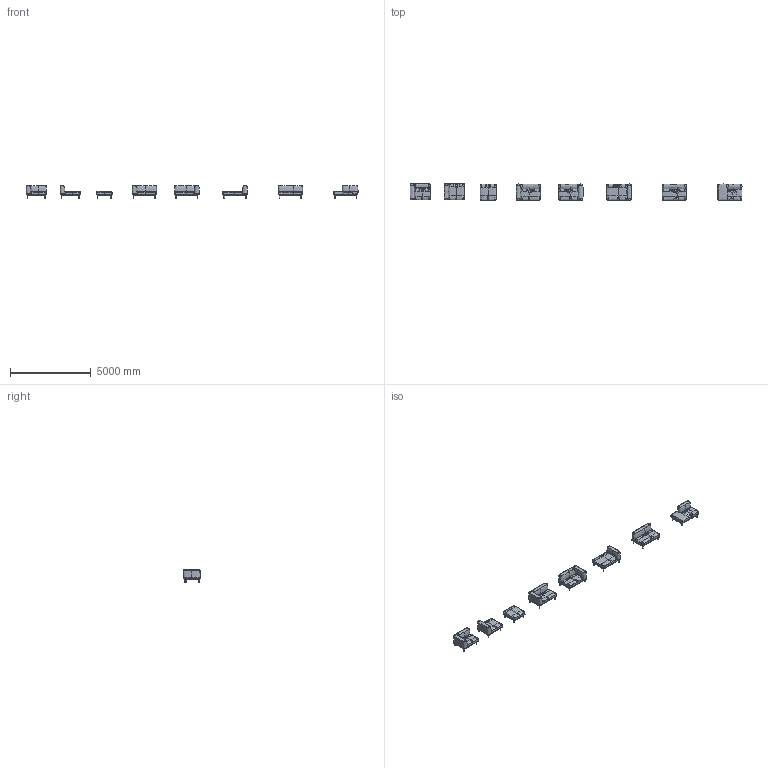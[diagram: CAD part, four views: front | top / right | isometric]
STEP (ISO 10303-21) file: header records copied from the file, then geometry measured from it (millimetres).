
FILE_DESCRIPTION(/* description */ (''),/* implementation_level */ '2;1');
FILE_NAME(/* name */ 'KIMI 3D mudelid',/* time_stamp */ '2026-01-22T10:32:17+02:00',/* author */ (''),/* organization */ (''),/* preprocessor_version */ 'ST-DEVELOPER v16.5',/* originating_system */ 'Rhino 7.38',/* authorisation */ '');
FILE_SCHEMA (('CONFIG_CONTROL_DESIGN'));
Products named in the file (1): Document
Bounding box: 20564.92 x 1039.99 x 782.44 mm (x, y, z)
Volume: 3260448511.3 mm3; surface area: 50850787.7 mm2
Topology: 90 solids, 90 shells, 3280 faces, 7786 edges, 4851 vertices
Faces by surface type: bspline 2054, cylinder 788, plane 438
Entity records: 281152 total; most frequent: CARTESIAN_POINT 230669, ORIENTED_EDGE 15508, EDGE_CURVE 7754, B_SPLINE_CURVE_WITH_KNOTS 5890, VERTEX_POINT 4851, EDGE_LOOP 3695, ADVANCED_FACE 3280, FACE_OUTER_BOUND 3280
